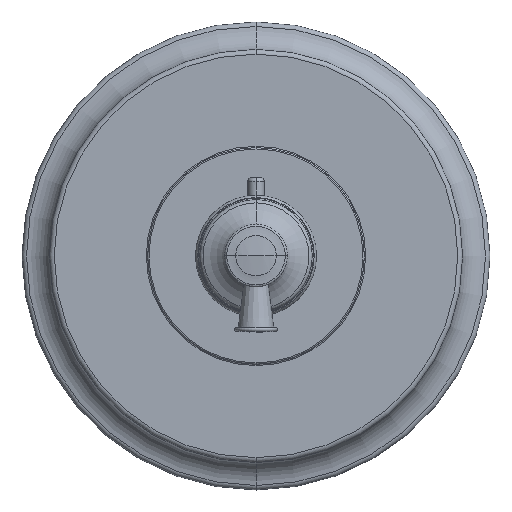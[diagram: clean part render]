
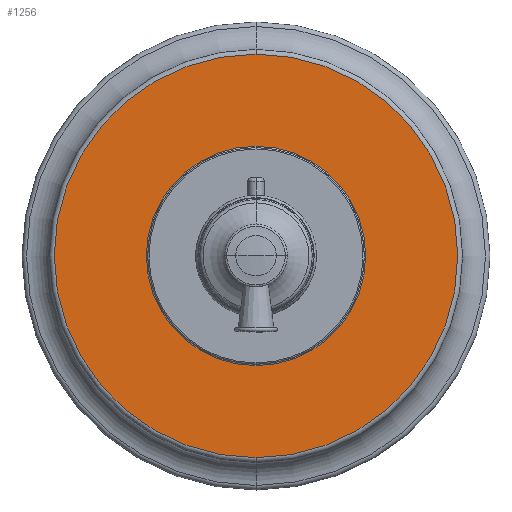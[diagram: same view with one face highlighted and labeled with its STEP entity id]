
A CAD part, top view. The second image highlights one B-rep face of the part: STEP entity #1256.
In plain terms, the highlighted planar face has unit normal (0, 0, 1).
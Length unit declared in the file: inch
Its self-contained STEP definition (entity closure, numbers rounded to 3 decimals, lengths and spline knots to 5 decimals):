
#80=CARTESIAN_POINT('',(0.,0.,0.625));
#81=DIRECTION('',(0.,0.,1.));
#82=DIRECTION('',(0.,1.,0.));
#83=AXIS2_PLACEMENT_3D('',#80,#81,#82);
#85=CARTESIAN_POINT('',(0.,0.,0.625));
#86=DIRECTION('',(0.,0.,-1.));
#87=DIRECTION('',(0.,1.,0.));
#88=AXIS2_PLACEMENT_3D('',#85,#86,#87);
#90=CARTESIAN_POINT('',(0.,0.,0.625));
#91=DIRECTION('',(0.,0.,1.));
#92=DIRECTION('',(0.,-1.,0.));
#93=AXIS2_PLACEMENT_3D('',#90,#91,#92);
#105=CARTESIAN_POINT('',(0.,0.,0.625));
#106=DIRECTION('',(0.,0.,1.));
#107=DIRECTION('',(0.,1.,0.));
#108=AXIS2_PLACEMENT_3D('',#105,#106,#107);
#963=CARTESIAN_POINT('',(0.,3.233,0.625));
#964=VERTEX_POINT('',#963);
#971=CARTESIAN_POINT('',(0.,-3.233,0.625));
#972=VERTEX_POINT('',#971);
#973=CARTESIAN_POINT('',(0.,-1.75698,0.625));
#974=CARTESIAN_POINT('',(0.,1.75698,0.625));
#975=VERTEX_POINT('',#973);
#976=VERTEX_POINT('',#974);
#1241=CARTESIAN_POINT('',(0.,0.,0.625));
#1242=DIRECTION('',(0.,0.,-1.));
#1243=DIRECTION('',(0.,-1.,0.));
#1244=AXIS2_PLACEMENT_3D('',#1241,#1242,#1243);
#1245=PLANE('',#1244);
#1246=ORIENTED_EDGE('',*,*,#1220,.F.);
#1247=ORIENTED_EDGE('',*,*,#1236,.T.);
#1248=EDGE_LOOP('',(#1246,#1247));
#1249=FACE_OUTER_BOUND('',#1248,.F.);
#1251=ORIENTED_EDGE('',*,*,#1250,.T.);
#1253=ORIENTED_EDGE('',*,*,#1252,.T.);
#1254=EDGE_LOOP('',(#1251,#1253));
#1255=FACE_BOUND('',#1254,.F.);
#1256=ADVANCED_FACE('',(#1249,#1255),#1245,.F.);
#84=CIRCLE('',#83,3.233);
#89=CIRCLE('',#88,3.233);
#94=CIRCLE('',#93,1.75698);
#109=CIRCLE('',#108,1.75698);
#1220=EDGE_CURVE('',#964,#972,#84,.T.);
#1236=EDGE_CURVE('',#964,#972,#89,.T.);
#1250=EDGE_CURVE('',#975,#976,#94,.T.);
#1252=EDGE_CURVE('',#976,#975,#109,.T.);
